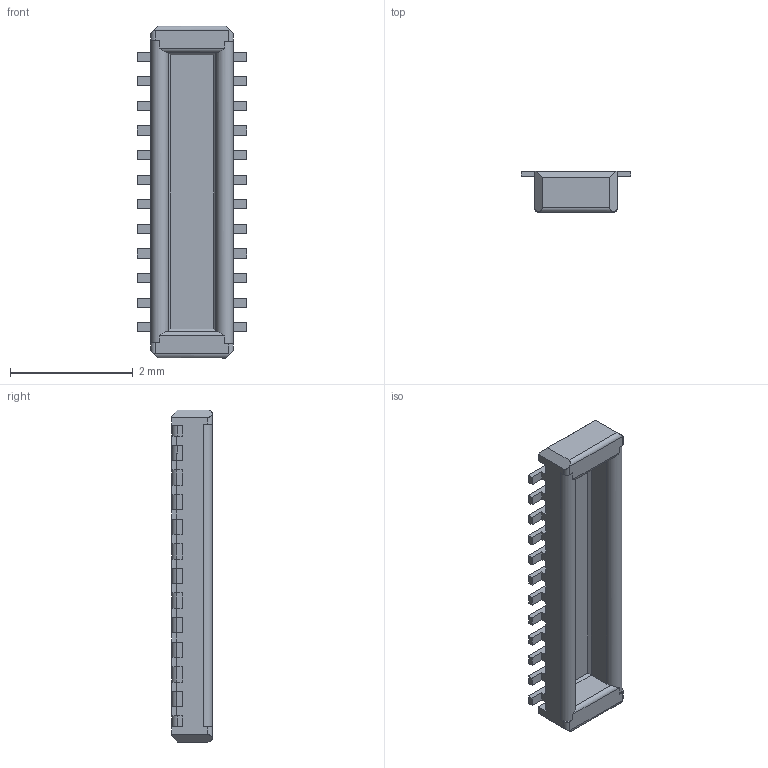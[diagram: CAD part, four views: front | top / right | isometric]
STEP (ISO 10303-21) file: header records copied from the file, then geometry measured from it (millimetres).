
FILE_DESCRIPTION (( 'STEP AP203' ), '1' );
FILE_NAME ('BM20B(0.8)-20DP-0.4V.STEP', '2021-07-06T09:19:08', ( '' ), ( '' ), 'SwSTEP 2.0', 'SolidWorks 2019', '' );
FILE_SCHEMA (( 'CONFIG_CONTROL_DESIGN' ));
Length unit declared in the file: millimetre
Products named in the file (1): BM20B(0.8)-20DP-0.4V
Bounding box: 1.78 x 0.66 x 5.4 mm (x, y, z)
Volume: 2.6 mm3; surface area: 32.3 mm2
Topology: 1 solids, 1 shells, 376 faces, 1114 edges, 740 vertices
Faces by surface type: plane 314, cylinder 62
Entity records: 12613 total; most frequent: CARTESIAN_POINT 2399, ORIENTED_EDGE 2228, DIRECTION 1970, EDGE_CURVE 1114, VECTOR 980, LINE 980, VERTEX_POINT 740, AXIS2_PLACEMENT_3D 495
